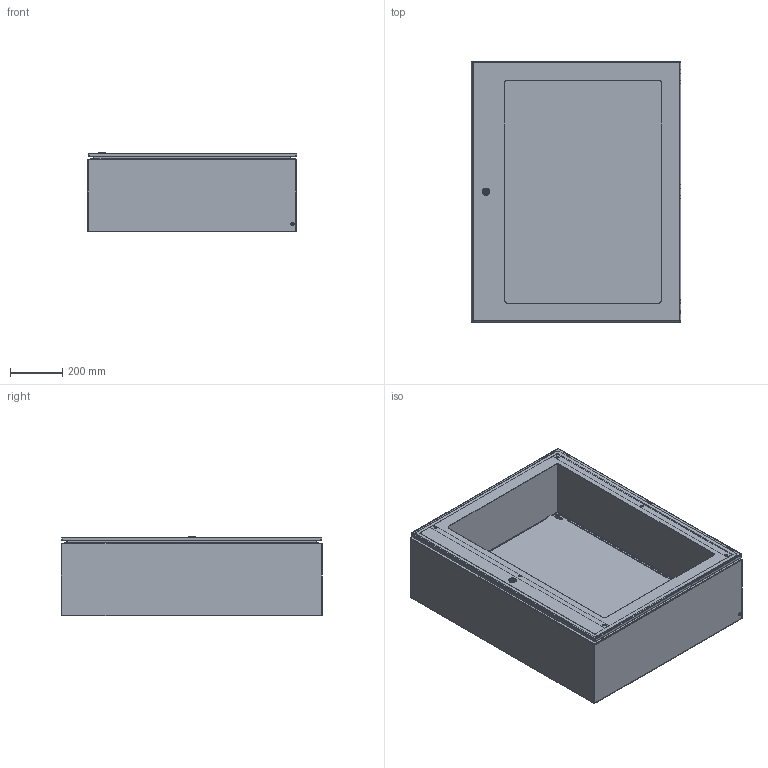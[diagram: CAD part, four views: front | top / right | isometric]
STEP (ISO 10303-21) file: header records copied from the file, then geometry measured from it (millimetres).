
FILE_DESCRIPTION(/* description */ (''),/* implementation_level */ '2;1');
FILE_NAME(/* name */ 'INX1008030.stp',/* time_stamp */ '2018-04-10T11:10:38+02:00',/* author */ (''),/* organization */ (''),/* preprocessor_version */ 'ST-DEVELOPER v15',/* originating_system */ 'SIEMENS PLM Software NX 9.0',/* authorisation */ '');
FILE_SCHEMA (('CONFIG_CONTROL_DESIGN'));
Length unit declared in the file: millimetre
Products named in the file (12): JUNTA_SILICONA_1008019421749; CIERRE_3P_A=100017771748; TUERCA_M6_ESTRIADA10011747; X6X67155_REFUERZO_A=10005771746; TUERCA_CIERRE4121745; Puerta_10080_stp; Varilla_1000_stp; PL10080_stp; ARGENTA-MODELOS_3D_Cuerpo_1008030_cod_X4X56150___-1_0_NULL21282127175
3; ACCESORIOS_METAL-DIB_3D_92598_TUERCA_ANTIGIRO_M8___-1_0_NULL212621291
751; CONJ_PUERTA_10080_REFUERZOS_01_stp1754; INX1008030_stp
Assembly tree (21 placements, depth 3):
  INX1008030_stp
    CONJ_PUERTA_10080_REFUERZOS_01_stp1754
      Varilla_1000_stp  x2
      Puerta_10080_stp
      TUERCA_CIERRE4121745
      X6X67155_REFUERZO_A=10005771746  x2
      TUERCA_M6_ESTRIADA10011747  x6
      CIERRE_3P_A=100017771748
      JUNTA_SILICONA_1008019421749
    ACCESORIOS_METAL-DIB_3D_92598_TUERCA_ANTIGIRO_M8___-1_0_NULL212621291
751  x4
    ARGENTA-MODELOS_3D_Cuerpo_1008030_cod_X4X56150___-1_0_NULL21282127175
3
    PL10080_stp
Bounding box: 800.7 x 1001.65 x 306 mm (x, y, z)
Volume: 5806461.7 mm3; surface area: 6455324.4 mm2
Topology: 25 solids, 25 shells, 1115 faces, 2810 edges, 1780 vertices
Faces by surface type: plane 582, cylinder 419, bspline 67, cone 39, sphere 8
Full cylindrical faces by diameter (mm): 3.5 x16, 5 x1, 5.25 x74, 5.5 x6, 5.85 x1, 6 x7, 6.1 x3, 6.25 x4, 6.5 x6, 6.85 x4, 7.4 x1, 8 x12, 8.4 x4, 8.5 x6, 8.9 x1, 9 x5, 9.5 x1, 10 x1, 12 x4, 12.9 x1, 13.5 x1, 16.25 x2, 17 x4, 17.25 x4, 19.3 x1, 20 x8, 20.25 x1
Entity records: 28968 total; most frequent: CARTESIAN_POINT 7024, ORIENTED_EDGE 4262, DIRECTION 4111, EDGE_CURVE 2131, AXIS2_PLACEMENT_3D 1498, VERTEX_POINT 1365, LINE 1115, VECTOR 1115
